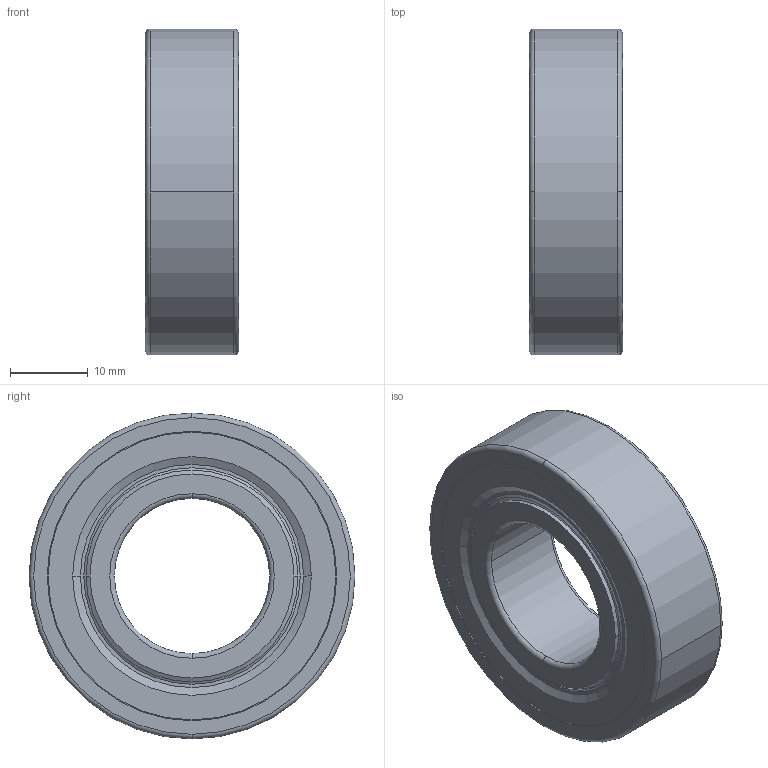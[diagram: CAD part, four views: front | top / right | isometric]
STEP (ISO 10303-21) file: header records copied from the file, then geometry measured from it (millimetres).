
FILE_DESCRIPTION(('STEP AP242'),'1');
FILE_NAME('snr_6004eec3_0.stp','2024-08-01T06:40:35',('TraceParts'),('TraceParts S.A.'),'Spatial InterOp 3D',' ',' ');
FILE_SCHEMA(('AP242_MANAGED_MODEL_BASED_3D_ENGINEERING_MIM_LF {1 0 10303 442 1 1 4}'));
Length unit declared in the file: millimetre
Products named in the file (1): snr_6004eec3_0_1
Bounding box: 12 x 42 x 42 mm (x, y, z)
Volume: 11760.4 mm3; surface area: 11178.6 mm2
Topology: 5 solids, 5 shells, 96 faces, 218 edges, 138 vertices
Faces by surface type: torus 28, cone 28, cylinder 24, plane 16
Entity records: 2823 total; most frequent: DIRECTION 586, CARTESIAN_POINT 457, ORIENTED_EDGE 436, AXIS2_PLACEMENT_3D 267, EDGE_CURVE 218, CIRCLE 166, VERTEX_POINT 138, EDGE_LOOP 112
